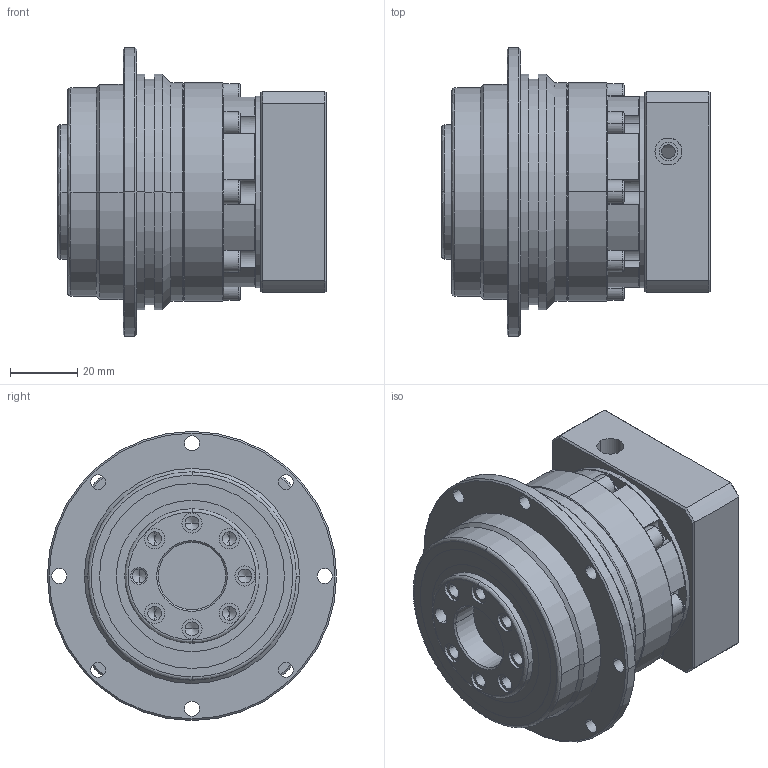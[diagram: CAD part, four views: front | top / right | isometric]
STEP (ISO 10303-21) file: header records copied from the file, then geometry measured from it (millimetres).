
FILE_DESCRIPTION (( 'STEP AP214' ), '1' );
FILE_NAME ('SD064-L1-14-50-70-M4-M5.STEP', '2022-02-19T07:39:52', ( 'admin' ), ( '' ), 'SwSTEP 2.0', 'SolidWorks 2013', '' );
FILE_SCHEMA (( 'AUTOMOTIVE_DESIGN' ));
Length unit declared in the file: millimetre
Products named in the file (4): 60_X2_8F9351656CD55170_X0_-50-70M4; PB060_X2_58F34F537AEF_X0_-14; SD064; SD064-L1-14-50-70-M4-M5
Assembly tree (3 placements, depth 2):
  SD064-L1-14-50-70-M4-M5
    SD064
    PB060_X2_58F34F537AEF_X0_-14
    60_X2_8F9351656CD55170_X0_-50-70M4
Bounding box: 80 x 86 x 86 mm (x, y, z)
Volume: 230773.6 mm3; surface area: 58230.7 mm2
Topology: 3 solids, 4 shells, 664 faces, 1599 edges, 965 vertices
Faces by surface type: cylinder 252, plane 235, cone 142, bspline 35
Entity records: 27344 total; most frequent: CARTESIAN_POINT 4582, DIRECTION 3339, ORIENTED_EDGE 3062, EDGE_CURVE 1531, AXIS2_PLACEMENT_3D 1286, VERTEX_POINT 965, EDGE_LOOP 784, VECTOR 767
